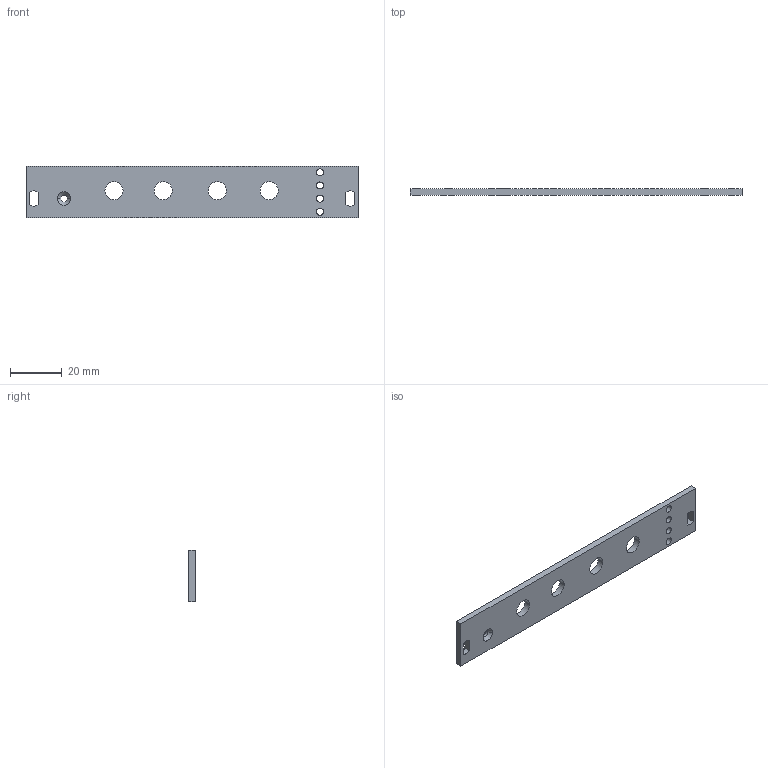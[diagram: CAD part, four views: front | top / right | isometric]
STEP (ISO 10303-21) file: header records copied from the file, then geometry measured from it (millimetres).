
FILE_DESCRIPTION(('STEP AP214'),'1');
FILE_NAME('Frontplatte_UBL.stp','2023-12-18T12:52:01',('s084a'),(' '),'Spatial InterOp 3D','CST ACIS InterOp Converter 2021',' ');
FILE_SCHEMA(('AUTOMOTIVE_DESIGN { 1 0 10303 214 1 1 1 1 }'));
Length unit declared in the file: millimetre
Products named in the file (1): tfp_kg_vs1_3_4_mn2_gedreht/001012378|K_X_F6rper1
Bounding box: 128.4 x 2.5 x 20 mm (x, y, z)
Volume: 5862.9 mm3; surface area: 5845 mm2
Topology: 1 solids, 1 shells, 34 faces, 94 edges, 62 vertices
Faces by surface type: cylinder 22, plane 10, cone 2
Entity records: 1177 total; most frequent: DIRECTION 210, CARTESIAN_POINT 191, ORIENTED_EDGE 188, EDGE_CURVE 94, AXIS2_PLACEMENT_3D 81, VERTEX_POINT 62, EDGE_LOOP 56, LINE 48
